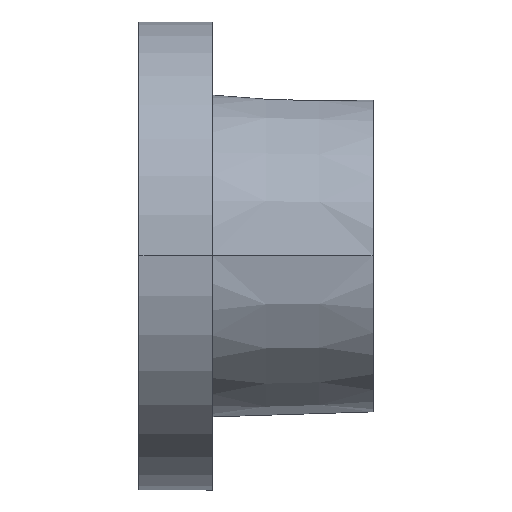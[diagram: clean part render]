
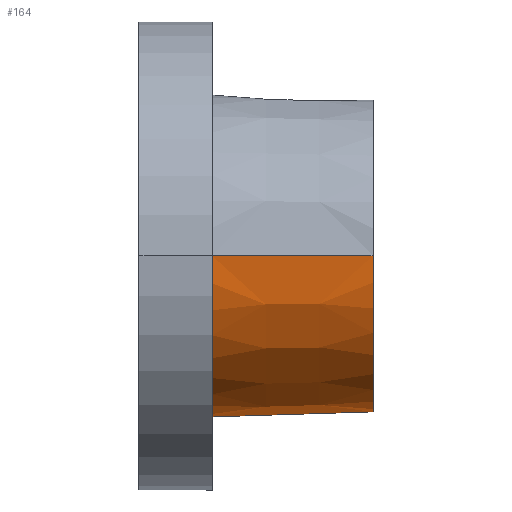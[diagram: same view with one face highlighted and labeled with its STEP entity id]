
A CAD part, top view. The second image highlights one B-rep face of the part: STEP entity #164.
In plain terms, the highlighted conical face has half-angle 1.79 degrees and reference radius 17.462 mm.
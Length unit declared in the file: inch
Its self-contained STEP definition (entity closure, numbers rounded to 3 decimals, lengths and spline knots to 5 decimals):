
#47 = ORIENTED_EDGE ( 'NONE', *, *, #401, .T. ) ;
#64 = CARTESIAN_POINT ( 'NONE',  ( 0.6875, 0., 0. ) ) ;
#108 = DIRECTION ( 'NONE',  ( -1., 0., 0. ) ) ;
#142 = AXIS2_PLACEMENT_3D ( 'NONE', #587, #108, #663 ) ;
#146 = DIRECTION ( 'NONE',  ( 0., 0., -1. ) ) ;
#164 = ADVANCED_FACE ( 'NONE', ( #186 ), #979, .T. ) ;
#172 = VECTOR ( 'NONE', #279, 39.37008 ) ;
#186 = FACE_OUTER_BOUND ( 'NONE', #292, .T. ) ;
#200 = AXIS2_PLACEMENT_3D ( 'NONE', #462, #543, #305 ) ;
#216 = AXIS2_PLACEMENT_3D ( 'NONE', #64, #626, #146 ) ;
#254 = VERTEX_POINT ( 'NONE', #412 ) ;
#279 = DIRECTION ( 'NONE',  ( -1., 0., 0.031 ) ) ;
#283 = CARTESIAN_POINT ( 'NONE',  ( 0., -0.6874, 0.012 ) ) ;
#292 = EDGE_LOOP ( 'NONE', ( #1028, #47, #488, #523 ) ) ;
#305 = DIRECTION ( 'NONE',  ( 0., 0., 1. ) ) ;
#367 = LINE ( 'NONE', #743, #172 ) ;
#372 = CARTESIAN_POINT ( 'NONE',  ( 21.9989, 0., 0. ) ) ;
#401 = EDGE_CURVE ( 'NONE', #598, #254, #367, .T. ) ;
#412 = CARTESIAN_POINT ( 'NONE',  ( 0., 0., 0.6875 ) ) ;
#458 = VERTEX_POINT ( 'NONE', #283 ) ;
#462 = CARTESIAN_POINT ( 'NONE',  ( 0., 0., 0. ) ) ;
#488 = ORIENTED_EDGE ( 'NONE', *, *, #818, .F. ) ;
#523 = ORIENTED_EDGE ( 'NONE', *, *, #1035, .T. ) ;
#543 = DIRECTION ( 'NONE',  ( -1., 0., 0. ) ) ;
#545 = LINE ( 'NONE', #372, #695 ) ;
#587 = CARTESIAN_POINT ( 'NONE',  ( 0., 0., 0. ) ) ;
#598 = VERTEX_POINT ( 'NONE', #930 ) ;
#616 = EDGE_CURVE ( 'NONE', #793, #598, #797, .T. ) ;
#626 = DIRECTION ( 'NONE',  ( -1., 0., 0. ) ) ;
#651 = CIRCLE ( 'NONE', #142, 0.6875 ) ;
#663 = DIRECTION ( 'NONE',  ( 0., 0., 1. ) ) ;
#695 = VECTOR ( 'NONE', #918, 39.37008 ) ;
#743 = CARTESIAN_POINT ( 'NONE',  ( 0., 0., 0.6875 ) ) ;
#793 = VERTEX_POINT ( 'NONE', #812 ) ;
#797 = CIRCLE ( 'NONE', #216, 0.66601 ) ;
#812 = CARTESIAN_POINT ( 'NONE',  ( 0.6875, -0.66591, 0.01162 ) ) ;
#818 = EDGE_CURVE ( 'NONE', #458, #254, #651, .T. ) ;
#918 = DIRECTION ( 'NONE',  ( 1., 0.031, -0.001 ) ) ;
#930 = CARTESIAN_POINT ( 'NONE',  ( 0.6875, 0., 0.66601 ) ) ;
#979 = CONICAL_SURFACE ( 'NONE', #200, 0.6875, 0.031 ) ;
#1028 = ORIENTED_EDGE ( 'NONE', *, *, #616, .T. ) ;
#1035 = EDGE_CURVE ( 'NONE', #458, #793, #545, .T. ) ;
